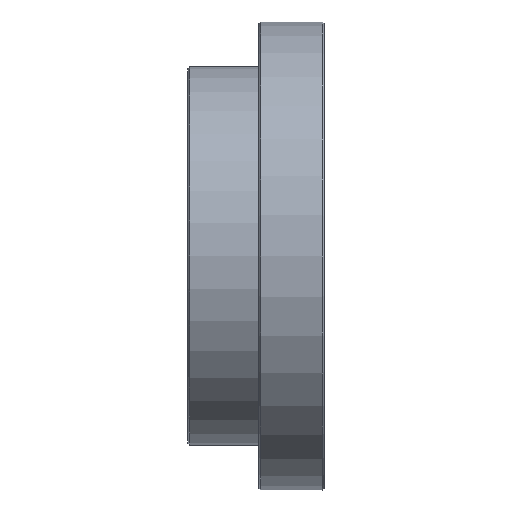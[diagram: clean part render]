
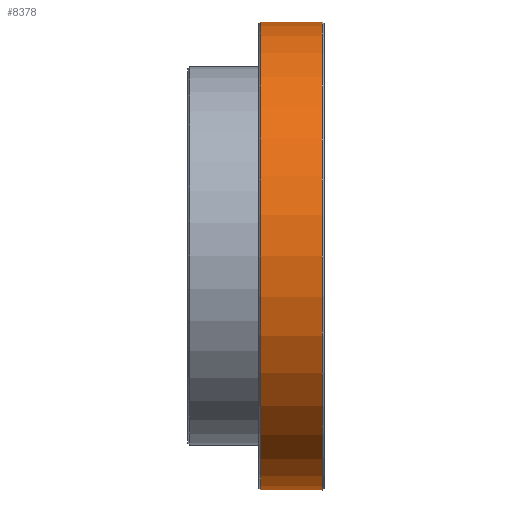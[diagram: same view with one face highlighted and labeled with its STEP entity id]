
A CAD part, left-side view. The second image highlights one B-rep face of the part: STEP entity #8378.
In plain terms, the highlighted cylindrical face has radius 39.5 mm (diameter 79 mm), a partial arc.
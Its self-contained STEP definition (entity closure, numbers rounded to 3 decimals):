
#1038 = VERTEX_POINT ( 'NONE', #2667 ) ;
#1079 = EDGE_CURVE ( 'NONE', #12035, #14368, #1978, .T. ) ;
#1717 = CARTESIAN_POINT ( 'NONE',  ( 0., 0.3, 0. ) ) ;
#1978 = LINE ( 'NONE', #6641, #7926 ) ;
#2035 = ORIENTED_EDGE ( 'NONE', *, *, #1079, .T. ) ;
#2667 = CARTESIAN_POINT ( 'NONE',  ( 0., 10.7, -39.5 ) ) ;
#2833 = CARTESIAN_POINT ( 'NONE',  ( 0., 0.3, -39.5 ) ) ;
#3904 = EDGE_CURVE ( 'NONE', #12035, #10395, #6772, .T. ) ;
#3953 = VECTOR ( 'NONE', #7757, 1000. ) ;
#4040 = AXIS2_PLACEMENT_3D ( 'NONE', #13719, #6484, #11171 ) ;
#4152 = CARTESIAN_POINT ( 'NONE',  ( 0., 10.7, 0. ) ) ;
#5048 = DIRECTION ( 'NONE',  ( 0., -1., 0. ) ) ;
#5579 = FACE_OUTER_BOUND ( 'NONE', #8545, .T. ) ;
#6160 = DIRECTION ( 'NONE',  ( 0., -1., 0. ) ) ;
#6387 = DIRECTION ( 'NONE',  ( 0., 0., 1. ) ) ;
#6484 = DIRECTION ( 'NONE',  ( 0., 1., 0. ) ) ;
#6641 = CARTESIAN_POINT ( 'NONE',  ( 0., 0., 39.5 ) ) ;
#6772 = CIRCLE ( 'NONE', #13575, 39.5 ) ;
#6867 = EDGE_CURVE ( 'NONE', #14368, #1038, #9430, .T. ) ;
#7060 = ORIENTED_EDGE ( 'NONE', *, *, #6867, .T. ) ;
#7237 = DIRECTION ( 'NONE',  ( 0., 0., 1. ) ) ;
#7386 = CARTESIAN_POINT ( 'NONE',  ( 0., 0.3, 39.5 ) ) ;
#7533 = CARTESIAN_POINT ( 'NONE',  ( 0., 0., -39.5 ) ) ;
#7757 = DIRECTION ( 'NONE',  ( 0., 1., 0. ) ) ;
#7926 = VECTOR ( 'NONE', #12449, 1000. ) ;
#8378 = ADVANCED_FACE ( 'NONE', ( #5579 ), #14775, .T. ) ;
#8545 = EDGE_LOOP ( 'NONE', ( #13179, #12234, #2035, #7060 ) ) ;
#9430 = CIRCLE ( 'NONE', #13549, 39.5 ) ;
#10395 = VERTEX_POINT ( 'NONE', #2833 ) ;
#10766 = CARTESIAN_POINT ( 'NONE',  ( 0., 10.7, 39.5 ) ) ;
#11171 = DIRECTION ( 'NONE',  ( 0., 0., 1. ) ) ;
#12035 = VERTEX_POINT ( 'NONE', #7386 ) ;
#12232 = LINE ( 'NONE', #7533, #3953 ) ;
#12234 = ORIENTED_EDGE ( 'NONE', *, *, #3904, .F. ) ;
#12449 = DIRECTION ( 'NONE',  ( 0., 1., 0. ) ) ;
#13179 = ORIENTED_EDGE ( 'NONE', *, *, #14864, .F. ) ;
#13549 = AXIS2_PLACEMENT_3D ( 'NONE', #4152, #5048, #7237 ) ;
#13575 = AXIS2_PLACEMENT_3D ( 'NONE', #1717, #6160, #6387 ) ;
#13719 = CARTESIAN_POINT ( 'NONE',  ( 0., 0., 0. ) ) ;
#14368 = VERTEX_POINT ( 'NONE', #10766 ) ;
#14775 = CYLINDRICAL_SURFACE ( 'NONE', #4040, 39.5 ) ;
#14864 = EDGE_CURVE ( 'NONE', #10395, #1038, #12232, .T. ) ;
